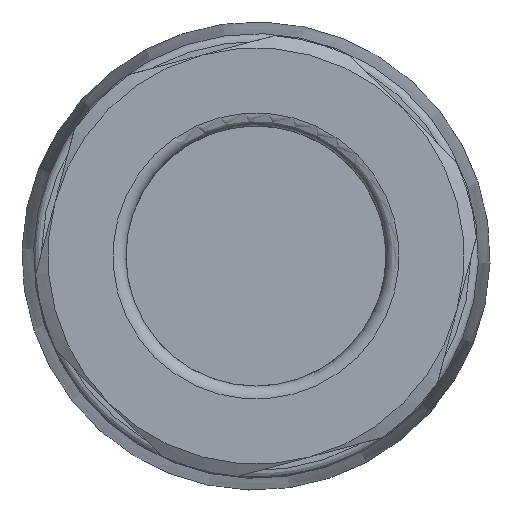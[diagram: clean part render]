
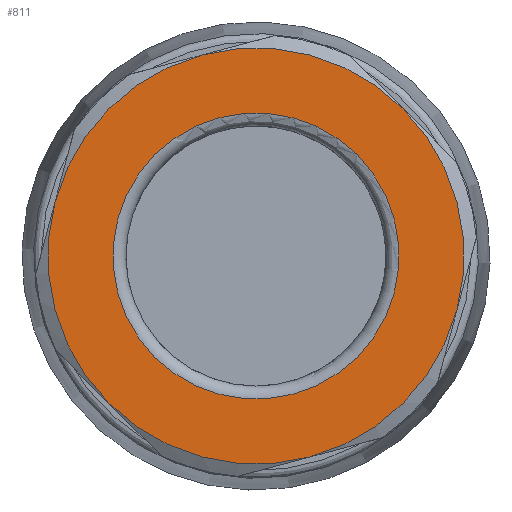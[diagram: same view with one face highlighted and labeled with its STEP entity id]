
A CAD part, front view. The second image highlights one B-rep face of the part: STEP entity #811.
In plain terms, the highlighted planar face has unit normal (0, -1, 0).
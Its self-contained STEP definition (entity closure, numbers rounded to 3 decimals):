
#724=PLANE('',#2168);
#811=ADVANCED_FACE('',(#957,#958),#724,.T.);
#957=FACE_BOUND('',#1099,.T.);
#958=FACE_BOUND('',#1100,.T.);
#1099=EDGE_LOOP('',(#1364));
#1100=EDGE_LOOP('',(#1365,#1366,#1367,#1368,#1369,#1370));
#1364=ORIENTED_EDGE('',*,*,#1868,.T.);
#1365=ORIENTED_EDGE('',*,*,#1839,.T.);
#1366=ORIENTED_EDGE('',*,*,#1841,.T.);
#1367=ORIENTED_EDGE('',*,*,#1849,.T.);
#1368=ORIENTED_EDGE('',*,*,#1853,.T.);
#1369=ORIENTED_EDGE('',*,*,#1859,.T.);
#1370=ORIENTED_EDGE('',*,*,#1865,.T.);
#1681=VERTEX_POINT('',#3567);
#1682=VERTEX_POINT('',#3569);
#1683=VERTEX_POINT('',#3576);
#1686=VERTEX_POINT('',#3600);
#1689=VERTEX_POINT('',#3610);
#1692=VERTEX_POINT('',#3627);
#1695=VERTEX_POINT('',#3654);
#1839=EDGE_CURVE('',#1682,#1681,#2011,.T.);
#1841=EDGE_CURVE('',#1681,#1683,#2012,.T.);
#1849=EDGE_CURVE('',#1683,#1686,#2014,.T.);
#1853=EDGE_CURVE('',#1686,#1689,#2016,.T.);
#1859=EDGE_CURVE('',#1689,#1692,#2018,.T.);
#1865=EDGE_CURVE('',#1692,#1682,#2020,.T.);
#1868=EDGE_CURVE('',#1695,#1695,#2021,.T.);
#2011=CIRCLE('',#2147,8.);
#2012=CIRCLE('',#2149,8.);
#2014=CIRCLE('',#2153,8.);
#2016=CIRCLE('',#2157,8.);
#2018=CIRCLE('',#2161,8.);
#2020=CIRCLE('',#2165,8.);
#2021=CIRCLE('',#2167,5.5);
#2147=AXIS2_PLACEMENT_3D('',#3568,#2428,#2429);
#2149=AXIS2_PLACEMENT_3D('',#3575,#2432,#2433);
#2153=AXIS2_PLACEMENT_3D('',#3601,#2442,#2443);
#2157=AXIS2_PLACEMENT_3D('',#3609,#2452,#2453);
#2161=AXIS2_PLACEMENT_3D('',#3626,#2462,#2463);
#2165=AXIS2_PLACEMENT_3D('',#3643,#2472,#2473);
#2167=AXIS2_PLACEMENT_3D('',#3653,#2476,#2477);
#2168=AXIS2_PLACEMENT_3D('',#3655,#2478,#2479);
#2428=DIRECTION('',(0.,-1.,0.));
#2429=DIRECTION('',(0.707,0.,-0.707));
#2432=DIRECTION('',(0.,-1.,0.));
#2433=DIRECTION('',(0.707,0.,-0.707));
#2442=DIRECTION('',(0.,-1.,0.));
#2443=DIRECTION('',(0.707,0.,-0.707));
#2452=DIRECTION('',(0.,-1.,0.));
#2453=DIRECTION('',(0.707,0.,-0.707));
#2462=DIRECTION('',(0.,-1.,0.));
#2463=DIRECTION('',(0.707,0.,-0.707));
#2472=DIRECTION('',(0.,-1.,0.));
#2473=DIRECTION('',(0.707,0.,-0.707));
#2476=DIRECTION('',(0.,1.,0.));
#2477=DIRECTION('',(0.707,0.,-0.707));
#2478=DIRECTION('',(0.,-1.,0.));
#2479=DIRECTION('',(0.707,0.,-0.707));
#3567=CARTESIAN_POINT('',(27.641,-76.,5.657));
#3568=CARTESIAN_POINT('',(21.985,-76.,0.));
#3569=CARTESIAN_POINT('',(29.712,-76.,-2.071));
#3575=CARTESIAN_POINT('',(21.985,-76.,0.));
#3576=CARTESIAN_POINT('',(19.914,-76.,7.727));
#3600=CARTESIAN_POINT('',(14.257,-76.,2.071));
#3601=CARTESIAN_POINT('',(21.985,-76.,0.));
#3609=CARTESIAN_POINT('',(21.985,-76.,0.));
#3610=CARTESIAN_POINT('',(16.328,-76.,-5.657));
#3626=CARTESIAN_POINT('',(21.985,-76.,0.));
#3627=CARTESIAN_POINT('',(24.055,-76.,-7.727));
#3643=CARTESIAN_POINT('',(21.985,-76.,0.));
#3653=CARTESIAN_POINT('',(21.985,-76.,0.));
#3654=CARTESIAN_POINT('',(25.874,-76.,-3.889));
#3655=CARTESIAN_POINT('',(15.974,-76.,6.01));
